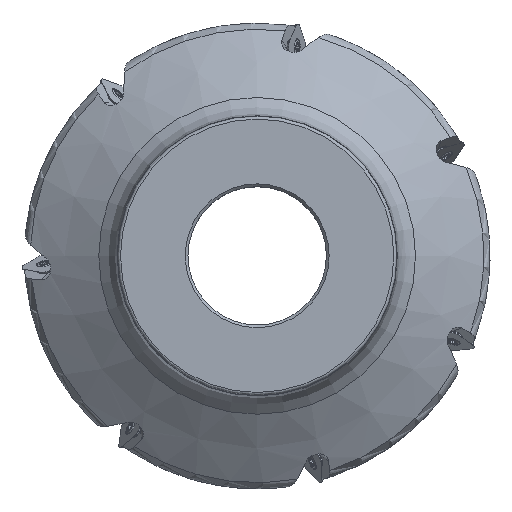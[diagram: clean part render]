
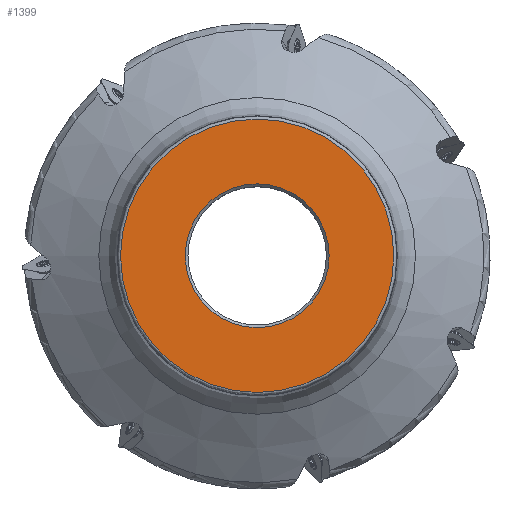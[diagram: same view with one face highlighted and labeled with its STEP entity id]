
A CAD part, top view. The second image highlights one B-rep face of the part: STEP entity #1399.
In plain terms, the highlighted planar face has unit normal (0, 0, 1).
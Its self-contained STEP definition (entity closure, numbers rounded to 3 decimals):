
#1399=ADVANCED_FACE('SU_1',(#2773,#2774),#2033,.F.);
#2033=PLANE('',#14317);
#2489=CIRCLE('',#14315,50.193);
#2490=CIRCLE('',#14316,26.408);
#2773=FACE_BOUND('',#3093,.T.);
#2774=FACE_BOUND('',#3094,.T.);
#3093=EDGE_LOOP('',(#6765));
#3094=EDGE_LOOP('',(#6766));
#6765=ORIENTED_EDGE('',*,*,#12050,.T.);
#6766=ORIENTED_EDGE('',*,*,#12051,.F.);
#10518=VERTEX_POINT('',#23069);
#10519=VERTEX_POINT('',#23071);
#12050=EDGE_CURVE('',#10518,#10518,#2489,.T.);
#12051=EDGE_CURVE('',#10519,#10519,#2490,.T.);
#14315=AXIS2_PLACEMENT_3D('',#23068,#16231,#16232);
#14316=AXIS2_PLACEMENT_3D('',#23070,#16233,#16234);
#14317=AXIS2_PLACEMENT_3D('',#23072,#16235,#16236);
#16231=DIRECTION('',(0.,0.,1.));
#16232=DIRECTION('',(1.,0.,0.));
#16233=DIRECTION('',(0.,0.,1.));
#16234=DIRECTION('',(1.,0.,0.));
#16235=DIRECTION('',(0.,0.,-1.));
#16236=DIRECTION('',(-1.,0.,0.));
#23068=CARTESIAN_POINT('',(0.,0.,0.));
#23069=CARTESIAN_POINT('',(50.193,0.,0.));
#23070=CARTESIAN_POINT('',(0.,0.,0.));
#23071=CARTESIAN_POINT('',(26.408,0.,0.));
#23072=CARTESIAN_POINT('',(-51.193,0.,0.));
